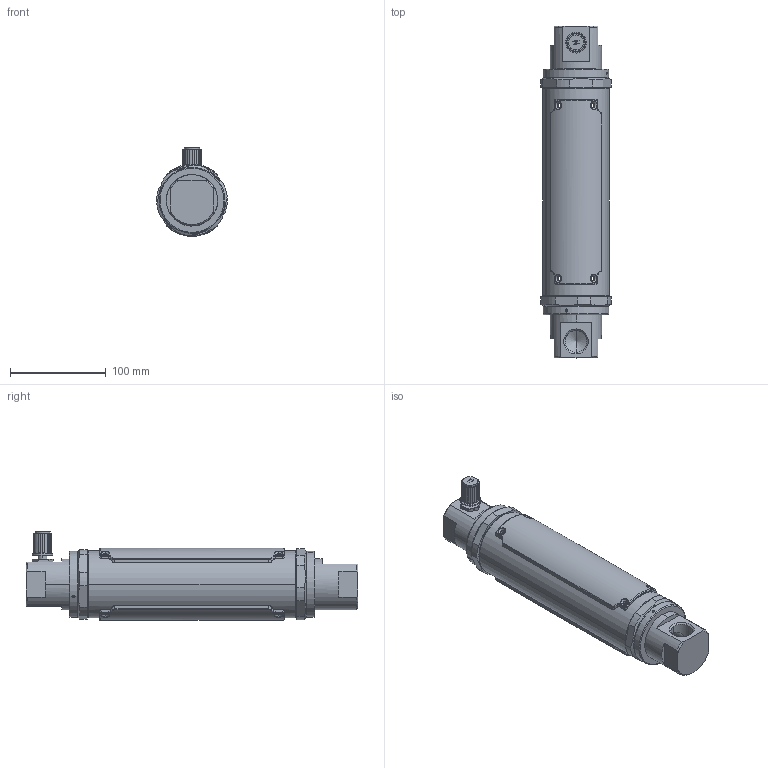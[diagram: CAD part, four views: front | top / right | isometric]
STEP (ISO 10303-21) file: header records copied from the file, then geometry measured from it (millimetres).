
FILE_DESCRIPTION (( 'STEP AP203' ), '1' );
FILE_NAME ('1620-UC-3-AA-2-0.STEP', '2019-06-19T18:46:35', ( '' ), ( '' ), 'SwSTEP 2.0', 'SolidWorks 2019', '' );
FILE_SCHEMA (( 'CONFIG_CONTROL_DESIGN' ));
Length unit declared in the file: inch
Products named in the file (1): 1620-UC-3-AA-2-0
Bounding box: 73.92 x 347.32 x 92.8 mm (x, y, z)
Surface area: 210155.6 mm2 (no closed solid volume)
Topology: 0 solids, 15 shells, 1110 faces, 2849 edges, 1825 vertices
Faces by surface type: plane 430, cylinder 298, bspline 280, cone 76, torus 26
Entity records: 53534 total; most frequent: CARTESIAN_POINT 29373, ORIENTED_EDGE 5676, DIRECTION 3921, EDGE_CURVE 2847, VERTEX_POINT 1825, AXIS2_PLACEMENT_3D 1459, EDGE_LOOP 1264, B_SPLINE_CURVE_WITH_KNOTS 1114
